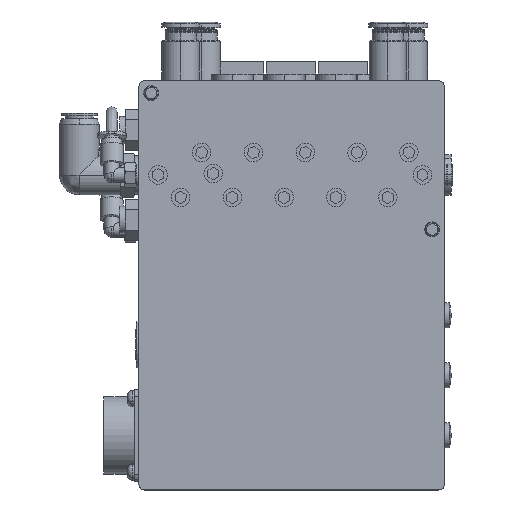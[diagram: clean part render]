
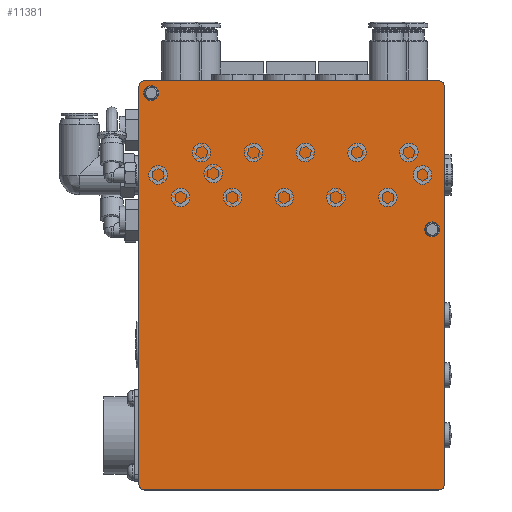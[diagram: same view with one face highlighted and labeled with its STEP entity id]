
A CAD part, top view. The second image highlights one B-rep face of the part: STEP entity #11381.
In plain terms, the highlighted planar face has unit normal (0, 0, 1).
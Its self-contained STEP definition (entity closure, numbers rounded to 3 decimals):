
#304 = DIRECTION ( 'NONE',  ( 0., -1., 0. ) ) ;
#973 = CIRCLE ( 'NONE', #58317, 2.75 ) ;
#1256 = DIRECTION ( 'NONE',  ( 0., 0., 1. ) ) ;
#1383 = LINE ( 'NONE', #52588, #55497 ) ;
#1489 = DIRECTION ( 'NONE',  ( 1., 0., 0. ) ) ;
#1537 = CARTESIAN_POINT ( 'NONE',  ( -56., -75., 0. ) ) ;
#2503 = VERTEX_POINT ( 'NONE', #48454 ) ;
#2985 = DIRECTION ( 'NONE',  ( -1., 0., 0. ) ) ;
#3838 = CARTESIAN_POINT ( 'NONE',  ( -51.5, 70.5, 0. ) ) ;
#4553 = CARTESIAN_POINT ( 'NONE',  ( -56., 73., 0. ) ) ;
#4692 = AXIS2_PLACEMENT_3D ( 'NONE', #62347, #30983, #67591 ) ;
#5442 = PLANE ( 'NONE',  #28532 ) ;
#6393 = ORIENTED_EDGE ( 'NONE', *, *, #13392, .T. ) ;
#7896 = CARTESIAN_POINT ( 'NONE',  ( 54., 73., 0. ) ) ;
#8354 = VERTEX_POINT ( 'NONE', #16551 ) ;
#8420 = DIRECTION ( 'NONE',  ( 1., 0., 0. ) ) ;
#9094 = DIRECTION ( 'NONE',  ( -1., 0., 0. ) ) ;
#9155 = EDGE_CURVE ( 'NONE', #31574, #8354, #33567, .T. ) ;
#9309 = ORIENTED_EDGE ( 'NONE', *, *, #39839, .T. ) ;
#9773 = CARTESIAN_POINT ( 'NONE',  ( 54.25, 20.5, 0. ) ) ;
#11005 = AXIS2_PLACEMENT_3D ( 'NONE', #36932, #35733, #1489 ) ;
#11324 = EDGE_CURVE ( 'NONE', #44717, #56168, #63656, .T. ) ;
#11381 = ADVANCED_FACE ( 'NONE', ( #49706, #34152, #48069 ), #5442, .T. ) ;
#11990 = LINE ( 'NONE', #1537, #66034 ) ;
#12931 = VERTEX_POINT ( 'NONE', #57082 ) ;
#13087 = ORIENTED_EDGE ( 'NONE', *, *, #26495, .T. ) ;
#13392 = EDGE_CURVE ( 'NONE', #55977, #37210, #56874, .T. ) ;
#16033 = EDGE_LOOP ( 'NONE', ( #57856, #20710 ) ) ;
#16551 = CARTESIAN_POINT ( 'NONE',  ( 54., 75., 0. ) ) ;
#17248 = ORIENTED_EDGE ( 'NONE', *, *, #9155, .T. ) ;
#17729 = CARTESIAN_POINT ( 'NONE',  ( -56., 75., 0. ) ) ;
#17984 = EDGE_CURVE ( 'NONE', #35508, #24758, #973, .T. ) ;
#20078 = AXIS2_PLACEMENT_3D ( 'NONE', #7896, #1256, #8420 ) ;
#20710 = ORIENTED_EDGE ( 'NONE', *, *, #33425, .T. ) ;
#21161 = EDGE_LOOP ( 'NONE', ( #9309, #17248, #29658, #6393, #13087, #42849, #53737, #32158 ) ) ;
#21198 = CARTESIAN_POINT ( 'NONE',  ( -56., -75., 0. ) ) ;
#21510 = CARTESIAN_POINT ( 'NONE',  ( 48.75, 20.5, 0. ) ) ;
#22041 = LINE ( 'NONE', #59800, #36018 ) ;
#22893 = AXIS2_PLACEMENT_3D ( 'NONE', #55017, #23625, #60319 ) ;
#22996 = DIRECTION ( 'NONE',  ( -1., 0., 0. ) ) ;
#23625 = DIRECTION ( 'NONE',  ( 0., 0., 1. ) ) ;
#24028 = CARTESIAN_POINT ( 'NONE',  ( 51.5, 20.5, 0. ) ) ;
#24258 = AXIS2_PLACEMENT_3D ( 'NONE', #62533, #31168, #67790 ) ;
#24758 = VERTEX_POINT ( 'NONE', #9773 ) ;
#26495 = EDGE_CURVE ( 'NONE', #37210, #44717, #1383, .T. ) ;
#28241 = CIRCLE ( 'NONE', #4692, 2. ) ;
#28532 = AXIS2_PLACEMENT_3D ( 'NONE', #21198, #37748, #28745 ) ;
#28745 = DIRECTION ( 'NONE',  ( 1., 0., 0. ) ) ;
#29227 = AXIS2_PLACEMENT_3D ( 'NONE', #24028, #60715, #29316 ) ;
#29316 = DIRECTION ( 'NONE',  ( -1., 0., 0. ) ) ;
#29658 = ORIENTED_EDGE ( 'NONE', *, *, #34202, .T. ) ;
#29900 = VERTEX_POINT ( 'NONE', #33552 ) ;
#30983 = DIRECTION ( 'NONE',  ( 0., 0., 1. ) ) ;
#31168 = DIRECTION ( 'NONE',  ( 0., 0., -1. ) ) ;
#31574 = VERTEX_POINT ( 'NONE', #60087 ) ;
#31779 = EDGE_CURVE ( 'NONE', #2503, #53479, #55065, .T. ) ;
#32158 = ORIENTED_EDGE ( 'NONE', *, *, #45786, .T. ) ;
#33425 = EDGE_CURVE ( 'NONE', #24758, #35508, #45853, .T. ) ;
#33552 = CARTESIAN_POINT ( 'NONE',  ( 54., -75., 0. ) ) ;
#33567 = CIRCLE ( 'NONE', #20078, 2. ) ;
#34152 = FACE_BOUND ( 'NONE', #16033, .T. ) ;
#34202 = EDGE_CURVE ( 'NONE', #8354, #55977, #52078, .T. ) ;
#34289 = AXIS2_PLACEMENT_3D ( 'NONE', #3838, #40487, #9094 ) ;
#34420 = DIRECTION ( 'NONE',  ( 0., 0., -1. ) ) ;
#35508 = VERTEX_POINT ( 'NONE', #21510 ) ;
#35733 = DIRECTION ( 'NONE',  ( 0., 0., 1. ) ) ;
#36018 = VECTOR ( 'NONE', #54489, 1000. ) ;
#36932 = CARTESIAN_POINT ( 'NONE',  ( -54., -73., 0. ) ) ;
#37210 = VERTEX_POINT ( 'NONE', #4553 ) ;
#37477 = ORIENTED_EDGE ( 'NONE', *, *, #31779, .T. ) ;
#37748 = DIRECTION ( 'NONE',  ( 0., 0., 1. ) ) ;
#38177 = VECTOR ( 'NONE', #22996, 1000. ) ;
#39546 = EDGE_LOOP ( 'NONE', ( #37477, #41926 ) ) ;
#39555 = CARTESIAN_POINT ( 'NONE',  ( -54., -75., 0. ) ) ;
#39839 = EDGE_CURVE ( 'NONE', #12931, #31574, #22041, .T. ) ;
#40487 = DIRECTION ( 'NONE',  ( 0., 0., -1. ) ) ;
#41926 = ORIENTED_EDGE ( 'NONE', *, *, #52834, .T. ) ;
#42849 = ORIENTED_EDGE ( 'NONE', *, *, #11324, .T. ) ;
#44717 = VERTEX_POINT ( 'NONE', #52441 ) ;
#44966 = EDGE_CURVE ( 'NONE', #56168, #29900, #11990, .T. ) ;
#45786 = EDGE_CURVE ( 'NONE', #29900, #12931, #28241, .T. ) ;
#45853 = CIRCLE ( 'NONE', #29227, 2.75 ) ;
#48069 = FACE_OUTER_BOUND ( 'NONE', #21161, .T. ) ;
#48410 = CARTESIAN_POINT ( 'NONE',  ( -48.75, 70.5, 0. ) ) ;
#48454 = CARTESIAN_POINT ( 'NONE',  ( -54.25, 70.5, 0. ) ) ;
#49706 = FACE_BOUND ( 'NONE', #39546, .T. ) ;
#51013 = CIRCLE ( 'NONE', #34289, 2.75 ) ;
#52078 = LINE ( 'NONE', #17729, #38177 ) ;
#52441 = CARTESIAN_POINT ( 'NONE',  ( -56., -73., 0. ) ) ;
#52588 = CARTESIAN_POINT ( 'NONE',  ( -56., 75., 0. ) ) ;
#52834 = EDGE_CURVE ( 'NONE', #53479, #2503, #51013, .T. ) ;
#53479 = VERTEX_POINT ( 'NONE', #48410 ) ;
#53737 = ORIENTED_EDGE ( 'NONE', *, *, #44966, .T. ) ;
#54489 = DIRECTION ( 'NONE',  ( 0., 1., 0. ) ) ;
#55017 = CARTESIAN_POINT ( 'NONE',  ( -54., 73., 0. ) ) ;
#55065 = CIRCLE ( 'NONE', #24258, 2.75 ) ;
#55497 = VECTOR ( 'NONE', #304, 1000. ) ;
#55977 = VERTEX_POINT ( 'NONE', #59040 ) ;
#56168 = VERTEX_POINT ( 'NONE', #39555 ) ;
#56874 = CIRCLE ( 'NONE', #22893, 2. ) ;
#57082 = CARTESIAN_POINT ( 'NONE',  ( 56., -73., 0. ) ) ;
#57856 = ORIENTED_EDGE ( 'NONE', *, *, #17984, .T. ) ;
#58317 = AXIS2_PLACEMENT_3D ( 'NONE', #65746, #34420, #2985 ) ;
#59040 = CARTESIAN_POINT ( 'NONE',  ( -54., 75., 0. ) ) ;
#59800 = CARTESIAN_POINT ( 'NONE',  ( 56., 75., 0. ) ) ;
#60087 = CARTESIAN_POINT ( 'NONE',  ( 56., 73., 0. ) ) ;
#60319 = DIRECTION ( 'NONE',  ( 1., 0., 0. ) ) ;
#60715 = DIRECTION ( 'NONE',  ( 0., 0., -1. ) ) ;
#62347 = CARTESIAN_POINT ( 'NONE',  ( 54., -73., 0. ) ) ;
#62533 = CARTESIAN_POINT ( 'NONE',  ( -51.5, 70.5, 0. ) ) ;
#63656 = CIRCLE ( 'NONE', #11005, 2. ) ;
#64573 = DIRECTION ( 'NONE',  ( 1., 0., 0. ) ) ;
#65746 = CARTESIAN_POINT ( 'NONE',  ( 51.5, 20.5, 0. ) ) ;
#66034 = VECTOR ( 'NONE', #64573, 1000. ) ;
#67591 = DIRECTION ( 'NONE',  ( 1., 0., 0. ) ) ;
#67790 = DIRECTION ( 'NONE',  ( -1., 0., 0. ) ) ;
